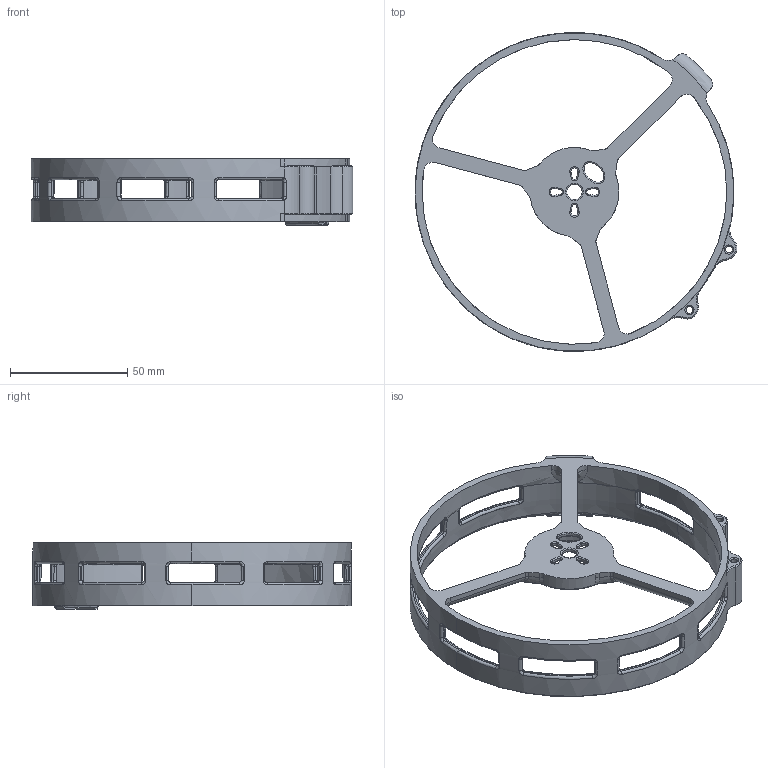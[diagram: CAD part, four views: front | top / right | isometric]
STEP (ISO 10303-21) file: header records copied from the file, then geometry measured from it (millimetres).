
FILE_DESCRIPTION (( 'STEP AP214' ), '1' );
FILE_NAME ('îâï éîðé.STEP', '2025-05-13T08:52:40', ( '' ), ( '' ), 'SwSTEP 2.0', 'SolidWorks 2023', '' );
FILE_SCHEMA (( 'AUTOMOTIVE_DESIGN' ));
Length unit declared in the file: millimetre
Products named in the file (1): מגן ימני
Bounding box: 137.31 x 136 x 28.45 mm (x, y, z)
Volume: 38689.4 mm3; surface area: 29187.6 mm2
Topology: 1 solids, 1 shells, 511 faces, 1260 edges, 742 vertices
Faces by surface type: cylinder 166, bspline 159, torus 84, plane 66, cone 36
Entity records: 22218 total; most frequent: CARTESIAN_POINT 11060, ORIENTED_EDGE 2518, DIRECTION 2165, EDGE_CURVE 1259, AXIS2_PLACEMENT_3D 930, VERTEX_POINT 742, CIRCLE 577, EDGE_LOOP 541
